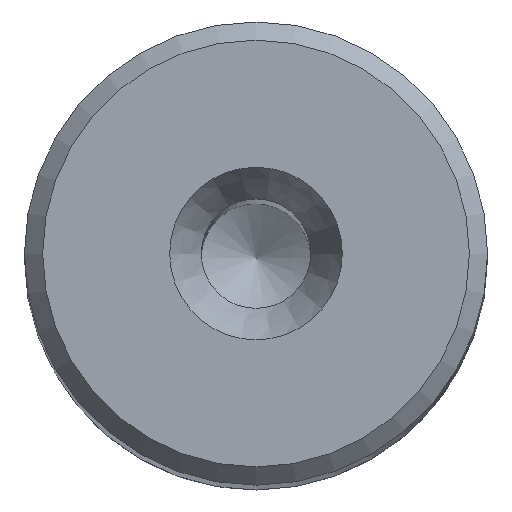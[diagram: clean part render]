
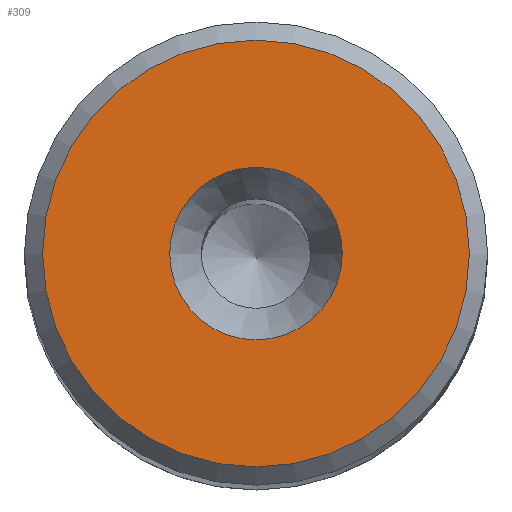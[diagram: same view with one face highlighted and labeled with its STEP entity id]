
A CAD part, top view. The second image highlights one B-rep face of the part: STEP entity #309.
In plain terms, the highlighted planar face has unit normal (0, 0, 1).
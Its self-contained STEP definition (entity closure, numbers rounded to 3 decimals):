
#293=PLANE('',#810);
#309=ADVANCED_FACE('',(#377,#378),#293,.F.);
#377=FACE_BOUND('',#472,.T.);
#378=FACE_BOUND('',#473,.T.);
#472=EDGE_LOOP('',(#566));
#473=EDGE_LOOP('',(#567));
#566=ORIENTED_EDGE('',*,*,#708,.T.);
#567=ORIENTED_EDGE('',*,*,#709,.T.);
#660=VERTEX_POINT('',#1059);
#661=VERTEX_POINT('',#1061);
#708=EDGE_CURVE('',#660,#660,#755,.T.);
#709=EDGE_CURVE('',#661,#661,#756,.T.);
#755=CIRCLE('',#808,5.85);
#756=CIRCLE('',#809,2.366);
#808=AXIS2_PLACEMENT_3D('',#1058,#908,#909);
#809=AXIS2_PLACEMENT_3D('',#1060,#910,#911);
#810=AXIS2_PLACEMENT_3D('',#1062,#912,#913);
#908=DIRECTION('',(0.,0.,1.));
#909=DIRECTION('',(-1.,0.,0.));
#910=DIRECTION('',(0.,0.,-1.));
#911=DIRECTION('',(-1.,0.,0.));
#912=DIRECTION('',(0.,0.,-1.));
#913=DIRECTION('',(-1.,0.,0.));
#1058=CARTESIAN_POINT('',(0.,0.,70.));
#1059=CARTESIAN_POINT('',(-5.85,0.,70.));
#1060=CARTESIAN_POINT('',(0.,0.,70.));
#1061=CARTESIAN_POINT('',(-2.366,0.,70.));
#1062=CARTESIAN_POINT('',(6.35,0.,70.));
